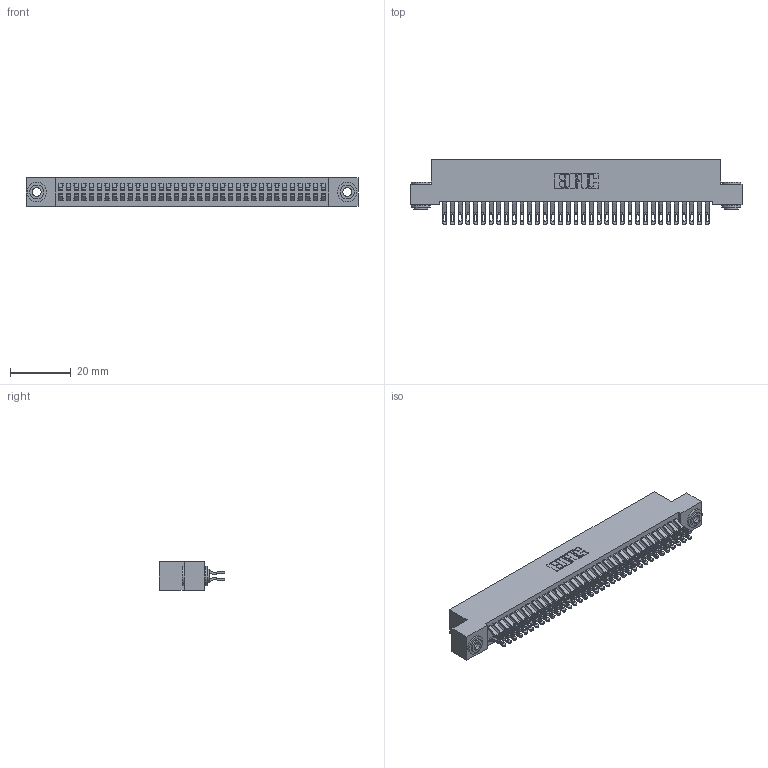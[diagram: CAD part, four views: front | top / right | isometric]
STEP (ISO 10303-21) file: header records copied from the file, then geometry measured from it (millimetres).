
FILE_DESCRIPTION (( 'STEP AP203' ), '1' );
FILE_NAME ('342-070-555-203.STEP', '2018-08-13T09:36:28', ( '' ), ( '' ), 'SwSTEP 2.0', 'SolidWorks 2016', '' );
FILE_SCHEMA (( 'CONFIG_CONTROL_DESIGN' ));
Length unit declared in the file: inch
Products named in the file (4): 342 Part_.156 TH; 345-292-001_555 Tail; 342-250-002_345-250-002-102; 342-070-555-203
Assembly tree (73 placements, depth 2):
  342-070-555-203
    342 Part_.156 TH
    345-292-001_555 Tail  x70
    342-250-002_345-250-002-102  x2
Bounding box: 109.22 x 21.47 x 9.4 mm (x, y, z)
Volume: 9997.6 mm3; surface area: 16992.5 mm2
Topology: 73 solids, 73 shells, 4208 faces, 13185 edges, 8786 vertices
Faces by surface type: plane 2456, cylinder 1744, cone 8
Entity records: 24266 total; most frequent: CARTESIAN_POINT 4039, ORIENTED_EDGE 3938, DIRECTION 3467, EDGE_CURVE 1969, LINE 1797, VECTOR 1797, VERTEX_POINT 1310, AXIS2_PLACEMENT_3D 835
